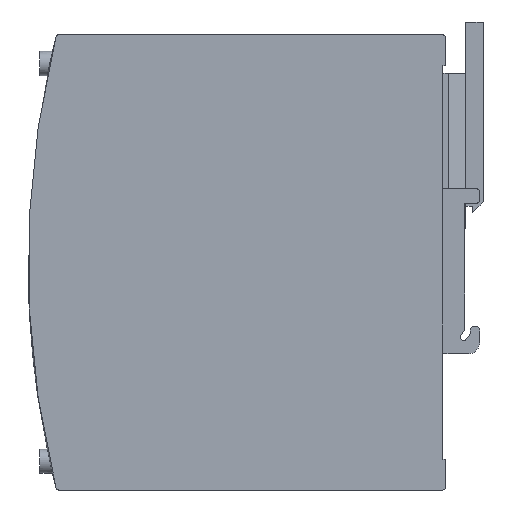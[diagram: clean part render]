
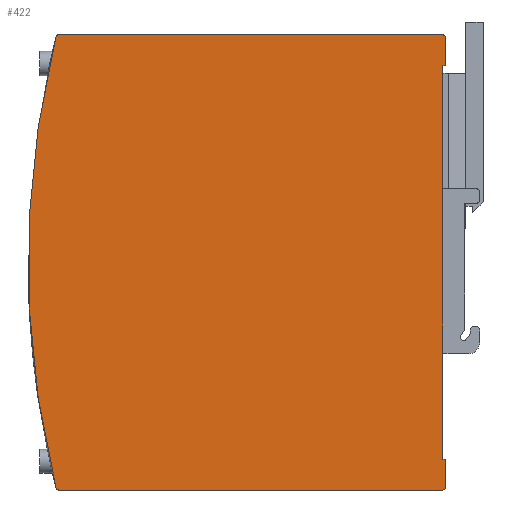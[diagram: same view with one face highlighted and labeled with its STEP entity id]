
A CAD part, front view. The second image highlights one B-rep face of the part: STEP entity #422.
In plain terms, the highlighted planar face has unit normal (0, -1, 0).
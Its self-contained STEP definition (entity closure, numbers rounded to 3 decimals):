
#422=ADVANCED_FACE('',(#3270),#3272,.F.);
#3270=FACE_BOUND('',#3271,.T.);
#3271=EDGE_LOOP('',(#5816,#5817,#5818,#5819,#5820,#5821,#5822,#5823,#5824,#5825,
#5826,#5827));
#3272=PLANE('',#3273);
#3273=AXIS2_PLACEMENT_3D('',#3274,#3275,#3276);
#3274=CARTESIAN_POINT('',(-66.953,6.5,-76.771));
#3275=DIRECTION('',(0.,1.,0.));
#3276=DIRECTION('',(0.,0.,1.));
#5816=ORIENTED_EDGE('',*,*,#7431,.F.);
#5817=ORIENTED_EDGE('',*,*,#7432,.F.);
#5818=ORIENTED_EDGE('',*,*,#7309,.F.);
#5819=ORIENTED_EDGE('',*,*,#7433,.F.);
#5820=ORIENTED_EDGE('',*,*,#7434,.F.);
#5821=ORIENTED_EDGE('',*,*,#7435,.F.);
#5822=ORIENTED_EDGE('',*,*,#7436,.F.);
#5823=ORIENTED_EDGE('',*,*,#7437,.F.);
#5824=ORIENTED_EDGE('',*,*,#7438,.F.);
#5825=ORIENTED_EDGE('',*,*,#7439,.F.);
#5826=ORIENTED_EDGE('',*,*,#7440,.F.);
#5827=ORIENTED_EDGE('',*,*,#7441,.F.);
#7309=EDGE_CURVE('',#8163,#8164,#8165,.T.);
#7431=EDGE_CURVE('',#8369,#8370,#8371,.F.);
#7432=EDGE_CURVE('',#8164,#8369,#8372,.T.);
#7433=EDGE_CURVE('',#8373,#8163,#8374,.T.);
#7434=EDGE_CURVE('',#8375,#8373,#8376,.F.);
#7435=EDGE_CURVE('',#8377,#8375,#8378,.T.);
#7436=EDGE_CURVE('',#8379,#8377,#8380,.F.);
#7437=EDGE_CURVE('',#8381,#8379,#8382,.F.);
#7438=EDGE_CURVE('',#8383,#8381,#8384,.F.);
#7439=EDGE_CURVE('',#8385,#8383,#8386,.F.);
#7440=EDGE_CURVE('',#8387,#8385,#8388,.F.);
#7441=EDGE_CURVE('',#8370,#8387,#8389,.T.);
#8163=VERTEX_POINT('',#9687);
#8164=VERTEX_POINT('',#9688);
#8165=CIRCLE('',#9689,250.7);
#8369=VERTEX_POINT('',#10582);
#8370=VERTEX_POINT('',#10583);
#8371=LINE('',#10584,#10585);
#8372=CIRCLE('',#10587,0.7);
#8373=VERTEX_POINT('',#10591);
#8374=CIRCLE('',#10592,0.7);
#8375=VERTEX_POINT('',#10596);
#8376=LINE('',#10597,#10598);
#8377=VERTEX_POINT('',#10600);
#8378=CIRCLE('',#10601,0.7);
#8379=VERTEX_POINT('',#10605);
#8380=LINE('',#10606,#10607);
#8381=VERTEX_POINT('',#10609);
#8382=LINE('',#10610,#10611);
#8383=VERTEX_POINT('',#10613);
#8384=LINE('',#10614,#10615);
#8385=VERTEX_POINT('',#10617);
#8386=LINE('',#10618,#10619);
#8387=VERTEX_POINT('',#10621);
#8388=LINE('',#10622,#10623);
#8389=CIRCLE('',#10625,0.7);
#9687=CARTESIAN_POINT('',(-42.999,6.5,-66.805));
#9688=CARTESIAN_POINT('',(-42.999,6.5,56.138));
#9689=AXIS2_PLACEMENT_3D('',#9690,#9691,#9692);
#9690=CARTESIAN_POINT('',(200.047,6.5,-5.334));
#9691=DIRECTION('',(0.,1.,0.));
#9692=DIRECTION('',(-0.969,0.,-0.245));
#10582=CARTESIAN_POINT('',(-42.321,6.5,56.666));
#10583=CARTESIAN_POINT('',(62.347,6.5,56.666));
#10584=CARTESIAN_POINT('',(62.347,6.5,56.666));
#10585=VECTOR('',#10586,1.);
#10586=DIRECTION('',(-1.,0.,0.));
#10587=AXIS2_PLACEMENT_3D('',#10588,#10589,#10590);
#10588=CARTESIAN_POINT('',(-42.321,6.5,55.966));
#10589=DIRECTION('',(0.,1.,0.));
#10590=DIRECTION('',(-0.969,0.,0.245));
#10591=CARTESIAN_POINT('',(-42.321,6.5,-67.334));
#10592=AXIS2_PLACEMENT_3D('',#10593,#10594,#10595);
#10593=CARTESIAN_POINT('',(-42.321,6.5,-66.634));
#10594=DIRECTION('',(0.,1.,0.));
#10595=DIRECTION('',(0.,0.,-1.));
#10596=CARTESIAN_POINT('',(62.347,6.5,-67.334));
#10597=CARTESIAN_POINT('',(-42.321,6.5,-67.334));
#10598=VECTOR('',#10599,1.);
#10599=DIRECTION('',(1.,0.,0.));
#10600=CARTESIAN_POINT('',(63.047,6.5,-66.634));
#10601=AXIS2_PLACEMENT_3D('',#10602,#10603,#10604);
#10602=CARTESIAN_POINT('',(62.347,6.5,-66.634));
#10603=DIRECTION('',(0.,1.,0.));
#10604=DIRECTION('',(1.,0.,0.));
#10605=CARTESIAN_POINT('',(63.047,6.5,-58.934));
#10606=CARTESIAN_POINT('',(63.047,6.5,-66.634));
#10607=VECTOR('',#10608,1.);
#10608=DIRECTION('',(0.,0.,1.));
#10609=CARTESIAN_POINT('',(62.347,6.5,-58.934));
#10610=CARTESIAN_POINT('',(63.047,6.5,-58.934));
#10611=VECTOR('',#10612,1.);
#10612=DIRECTION('',(-1.,0.,0.));
#10613=CARTESIAN_POINT('',(62.347,6.5,48.266));
#10614=CARTESIAN_POINT('',(62.347,6.5,-58.934));
#10615=VECTOR('',#10616,1.);
#10616=DIRECTION('',(0.,0.,1.));
#10617=CARTESIAN_POINT('',(63.047,6.5,48.266));
#10618=CARTESIAN_POINT('',(62.347,6.5,48.266));
#10619=VECTOR('',#10620,1.);
#10620=DIRECTION('',(1.,0.,0.));
#10621=CARTESIAN_POINT('',(63.047,6.5,55.966));
#10622=CARTESIAN_POINT('',(63.047,6.5,48.266));
#10623=VECTOR('',#10624,1.);
#10624=DIRECTION('',(0.,0.,1.));
#10625=AXIS2_PLACEMENT_3D('',#10626,#10627,#10628);
#10626=CARTESIAN_POINT('',(62.347,6.5,55.966));
#10627=DIRECTION('',(0.,1.,0.));
#10628=DIRECTION('',(0.,0.,1.));
